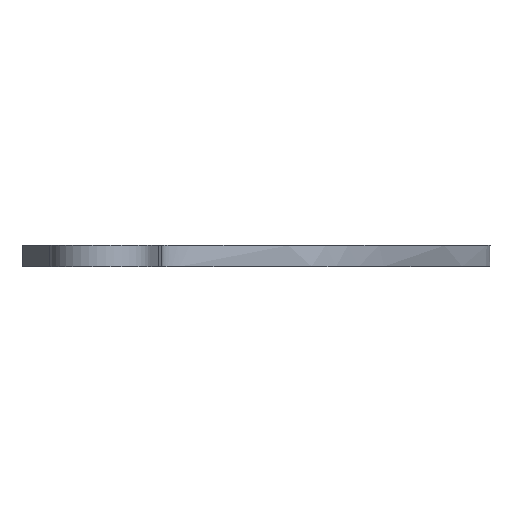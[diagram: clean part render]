
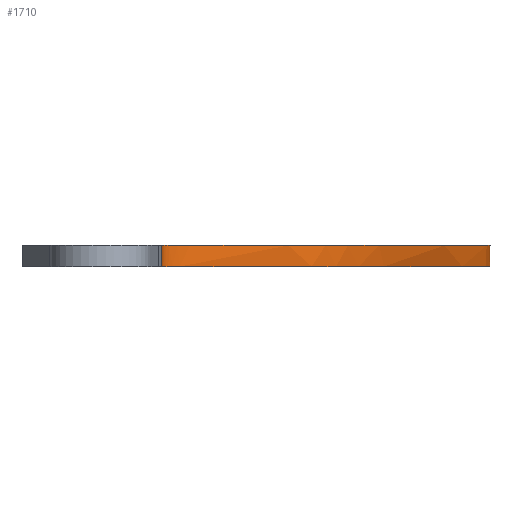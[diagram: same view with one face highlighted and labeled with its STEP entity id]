
A CAD part, left-side view. The second image highlights one B-rep face of the part: STEP entity #1710.
In plain terms, the highlighted free-form (B-spline) face has degree [3, 1] with [12, 2] control points.
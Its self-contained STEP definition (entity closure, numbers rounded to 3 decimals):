
#29=B_SPLINE_SURFACE_WITH_KNOTS('',3,1,((#4346,#4347),(#4348,#4349),(#4350,
#4351),(#4352,#4353),(#4354,#4355),(#4356,#4357),(#4358,#4359),(#4360,#4361),
(#4362,#4363),(#4364,#4365),(#4366,#4367),(#4368,#4369)),.UNSPECIFIED.,
 .F.,.F.,.F.,(4,1,1,1,1,1,1,1,1,4),(2,2),(0.,1.917,3.834,
7.667,11.334,15.,16.212,17.423,
18.325,19.227),(0.,1.081),.UNSPECIFIED.);
#212=FACE_OUTER_BOUND('',#315,.T.);
#315=EDGE_LOOP('',(#1550,#1551,#1552,#1553));
#453=LINE('',#4370,#588);
#588=VECTOR('',#2053,10.);
#605=B_SPLINE_CURVE_WITH_KNOTS('',3,(#2332,#2333,#2334,#2335,#2336,#2337,
#2338,#2339,#2340,#2341,#2342),.UNSPECIFIED.,.F.,.F.,(4,1,1,1,1,1,1,1,4),
(-23.465,-21.126,-18.786,-14.107,
-9.633,-5.158,-3.679,-2.201,
-2.022),.UNSPECIFIED.);
#636=B_SPLINE_CURVE_WITH_KNOTS('',3,(#3178,#3179,#3180,#3181,#3182,#3183,
#3184,#3185,#3186,#3187,#3188),.UNSPECIFIED.,.F.,.F.,(4,1,1,1,1,1,1,1,4),
(-13.456,-13.343,-12.416,-11.488,
-8.68,-5.872,-2.936,-1.468,
0.),.UNSPECIFIED.);
#653=B_SPLINE_CURVE_WITH_KNOTS('',3,(#4333,#4334,#4335,#4336,#4337,#4338),
 .UNSPECIFIED.,.F.,.F.,(4,2,4),(-0.63,-0.315,0.),
 .UNSPECIFIED.);
#683=VERTEX_POINT('',#2329);
#684=VERTEX_POINT('',#2331);
#800=VERTEX_POINT('',#3175);
#801=VERTEX_POINT('',#3177);
#857=EDGE_CURVE('',#684,#683,#605,.T.);
#1003=EDGE_CURVE('',#801,#800,#636,.T.);
#1068=EDGE_CURVE('',#683,#801,#653,.T.);
#1072=EDGE_CURVE('',#684,#800,#453,.T.);
#1550=ORIENTED_EDGE('',*,*,#1068,.T.);
#1551=ORIENTED_EDGE('',*,*,#1003,.T.);
#1552=ORIENTED_EDGE('',*,*,#1072,.F.);
#1553=ORIENTED_EDGE('',*,*,#857,.T.);
#1710=ADVANCED_FACE('',(#212),#29,.T.);
#2053=DIRECTION('',(0.,0.,-1.));
#2329=CARTESIAN_POINT('',(62.318,100.072,6.3));
#2331=CARTESIAN_POINT('',(199.023,2.631,6.3));
#2332=CARTESIAN_POINT('Ctrl Pts',(199.023,2.631,6.3));
#2333=CARTESIAN_POINT('Ctrl Pts',(193.159,1.671,6.3));
#2334=CARTESIAN_POINT('Ctrl Pts',(179.917,6.799,6.3));
#2335=CARTESIAN_POINT('Ctrl Pts',(156.362,14.75,6.3));
#2336=CARTESIAN_POINT('Ctrl Pts',(128.403,29.484,6.3));
#2337=CARTESIAN_POINT('Ctrl Pts',(94.807,47.192,6.3));
#2338=CARTESIAN_POINT('Ctrl Pts',(81.216,73.973,6.3));
#2339=CARTESIAN_POINT('Ctrl Pts',(72.072,90.739,6.3));
#2340=CARTESIAN_POINT('Ctrl Pts',(66.521,99.835,6.3));
#2341=CARTESIAN_POINT('Ctrl Pts',(62.736,100.088,6.3));
#2342=CARTESIAN_POINT('Ctrl Pts',(62.318,100.072,6.3));
#3175=CARTESIAN_POINT('',(199.023,2.631,0.));
#3177=CARTESIAN_POINT('',(62.318,100.072,0.));
#3178=CARTESIAN_POINT('Ctrl Pts',(62.318,100.072,0.));
#3179=CARTESIAN_POINT('Ctrl Pts',(62.736,100.088,0.));
#3180=CARTESIAN_POINT('Ctrl Pts',(66.521,99.835,0.));
#3181=CARTESIAN_POINT('Ctrl Pts',(72.072,90.739,0.));
#3182=CARTESIAN_POINT('Ctrl Pts',(81.216,73.973,0.));
#3183=CARTESIAN_POINT('Ctrl Pts',(94.807,47.192,0.));
#3184=CARTESIAN_POINT('Ctrl Pts',(128.403,29.484,0.));
#3185=CARTESIAN_POINT('Ctrl Pts',(156.362,14.75,0.));
#3186=CARTESIAN_POINT('Ctrl Pts',(179.917,6.799,0.));
#3187=CARTESIAN_POINT('Ctrl Pts',(193.159,1.671,0.));
#3188=CARTESIAN_POINT('Ctrl Pts',(199.023,2.631,0.));
#4333=CARTESIAN_POINT('Ctrl Pts',(62.318,100.072,6.3));
#4334=CARTESIAN_POINT('Ctrl Pts',(62.318,100.072,5.25));
#4335=CARTESIAN_POINT('Ctrl Pts',(62.318,100.072,4.2));
#4336=CARTESIAN_POINT('Ctrl Pts',(62.318,100.072,2.1));
#4337=CARTESIAN_POINT('Ctrl Pts',(62.318,100.072,1.05));
#4338=CARTESIAN_POINT('Ctrl Pts',(62.318,100.072,0.));
#4346=CARTESIAN_POINT('Ctrl Pts',(199.023,2.631,7.656));
#4347=CARTESIAN_POINT('Ctrl Pts',(199.023,2.631,-3.159));
#4348=CARTESIAN_POINT('Ctrl Pts',(193.159,1.671,7.656));
#4349=CARTESIAN_POINT('Ctrl Pts',(193.159,1.671,-3.159));
#4350=CARTESIAN_POINT('Ctrl Pts',(179.917,6.799,7.656));
#4351=CARTESIAN_POINT('Ctrl Pts',(179.917,6.799,-3.159));
#4352=CARTESIAN_POINT('Ctrl Pts',(156.362,14.75,7.656));
#4353=CARTESIAN_POINT('Ctrl Pts',(156.362,14.75,-3.159));
#4354=CARTESIAN_POINT('Ctrl Pts',(128.403,29.484,7.656));
#4355=CARTESIAN_POINT('Ctrl Pts',(128.403,29.484,-3.159));
#4356=CARTESIAN_POINT('Ctrl Pts',(94.807,47.192,7.656));
#4357=CARTESIAN_POINT('Ctrl Pts',(94.807,47.192,-3.159));
#4358=CARTESIAN_POINT('Ctrl Pts',(81.216,73.973,7.656));
#4359=CARTESIAN_POINT('Ctrl Pts',(81.216,73.973,-3.159));
#4360=CARTESIAN_POINT('Ctrl Pts',(72.072,90.739,7.656));
#4361=CARTESIAN_POINT('Ctrl Pts',(72.072,90.739,-3.159));
#4362=CARTESIAN_POINT('Ctrl Pts',(64.89,102.508,7.656));
#4363=CARTESIAN_POINT('Ctrl Pts',(64.89,102.508,-3.159));
#4364=CARTESIAN_POINT('Ctrl Pts',(55.439,97.45,7.656));
#4365=CARTESIAN_POINT('Ctrl Pts',(55.439,97.45,-3.159));
#4366=CARTESIAN_POINT('Ctrl Pts',(49.242,95.426,7.656));
#4367=CARTESIAN_POINT('Ctrl Pts',(49.242,95.426,-3.159));
#4368=CARTESIAN_POINT('Ctrl Pts',(47.018,93.894,7.656));
#4369=CARTESIAN_POINT('Ctrl Pts',(47.018,93.894,-3.159));
#4370=CARTESIAN_POINT('',(199.023,2.631,7.656));
